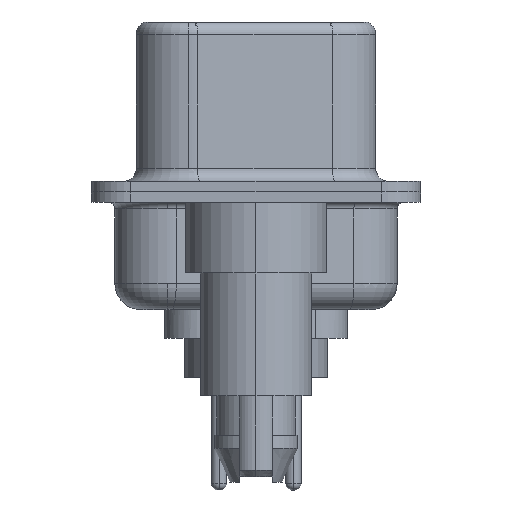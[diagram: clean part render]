
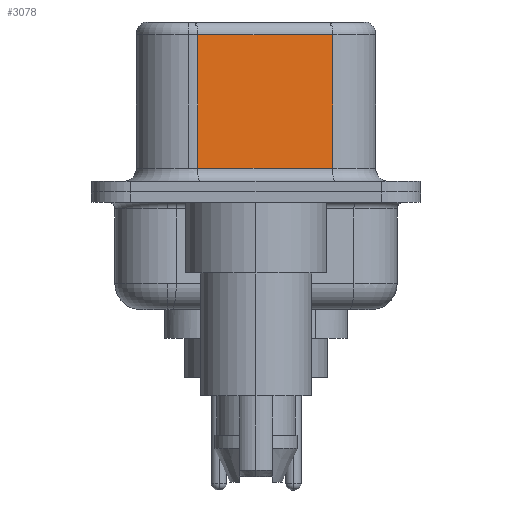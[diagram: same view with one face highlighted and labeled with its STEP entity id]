
A CAD part, left-side view. The second image highlights one B-rep face of the part: STEP entity #3078.
In plain terms, the highlighted planar face has unit normal (-0.985, -0.174, 0).
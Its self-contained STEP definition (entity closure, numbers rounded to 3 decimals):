
#928 = AXIS2_PLACEMENT_3D ( 'NONE', #17974, #17331, #10891 ) ;
#1658 = ORIENTED_EDGE ( 'NONE', *, *, #2803, .T. ) ;
#1812 = VECTOR ( 'NONE', #6303, 1000. ) ;
#1839 = EDGE_LOOP ( 'NONE', ( #23095, #19224, #1658, #8930 ) ) ;
#2803 = EDGE_CURVE ( 'NONE', #16524, #17280, #12354, .T. ) ;
#3078 = ADVANCED_FACE ( 'NONE', ( #12056 ), #21226, .F. ) ;
#3323 = LINE ( 'NONE', #9855, #22047 ) ;
#4784 = EDGE_CURVE ( 'NONE', #12566, #5749, #5634, .T. ) ;
#5052 = VECTOR ( 'NONE', #10413, 1000. ) ;
#5634 = LINE ( 'NONE', #10513, #5052 ) ;
#5749 = VERTEX_POINT ( 'NONE', #6151 ) ;
#6036 = EDGE_CURVE ( 'NONE', #17280, #5749, #3323, .T. ) ;
#6151 = CARTESIAN_POINT ( 'NONE',  ( 4.58, -2.927, 0.9 ) ) ;
#6303 = DIRECTION ( 'NONE',  ( -0.174, 0.985, 0. ) ) ;
#8302 = EDGE_CURVE ( 'NONE', #12566, #16524, #16413, .T. ) ;
#8884 = DIRECTION ( 'NONE',  ( 0., 0., -1. ) ) ;
#8930 = ORIENTED_EDGE ( 'NONE', *, *, #6036, .T. ) ;
#9670 = CARTESIAN_POINT ( 'NONE',  ( 3.67, 2.233, 6.52 ) ) ;
#9852 = DIRECTION ( 'NONE',  ( 0.174, -0.985, 0. ) ) ;
#9855 = CARTESIAN_POINT ( 'NONE',  ( 4.58, -2.927, 0.9 ) ) ;
#9857 = CARTESIAN_POINT ( 'NONE',  ( 3.67, 2.233, 6.02 ) ) ;
#10413 = DIRECTION ( 'NONE',  ( 0., 0., -1. ) ) ;
#10513 = CARTESIAN_POINT ( 'NONE',  ( 4.58, -2.927, 6.52 ) ) ;
#10891 = DIRECTION ( 'NONE',  ( -0.174, 0.985, 0. ) ) ;
#12056 = FACE_OUTER_BOUND ( 'NONE', #1839, .T. ) ;
#12354 = LINE ( 'NONE', #9670, #16514 ) ;
#12566 = VERTEX_POINT ( 'NONE', #16699 ) ;
#16413 = LINE ( 'NONE', #18978, #1812 ) ;
#16514 = VECTOR ( 'NONE', #8884, 1000. ) ;
#16524 = VERTEX_POINT ( 'NONE', #9857 ) ;
#16699 = CARTESIAN_POINT ( 'NONE',  ( 4.58, -2.927, 6.02 ) ) ;
#17280 = VERTEX_POINT ( 'NONE', #21203 ) ;
#17331 = DIRECTION ( 'NONE',  ( 0.985, 0.174, 0. ) ) ;
#17974 = CARTESIAN_POINT ( 'NONE',  ( 4.58, -2.927, 6.52 ) ) ;
#18978 = CARTESIAN_POINT ( 'NONE',  ( 4.58, -2.927, 6.02 ) ) ;
#19224 = ORIENTED_EDGE ( 'NONE', *, *, #8302, .T. ) ;
#21203 = CARTESIAN_POINT ( 'NONE',  ( 3.67, 2.233, 0.9 ) ) ;
#21226 = PLANE ( 'NONE',  #928 ) ;
#22047 = VECTOR ( 'NONE', #9852, 1000. ) ;
#23095 = ORIENTED_EDGE ( 'NONE', *, *, #4784, .F. ) ;
